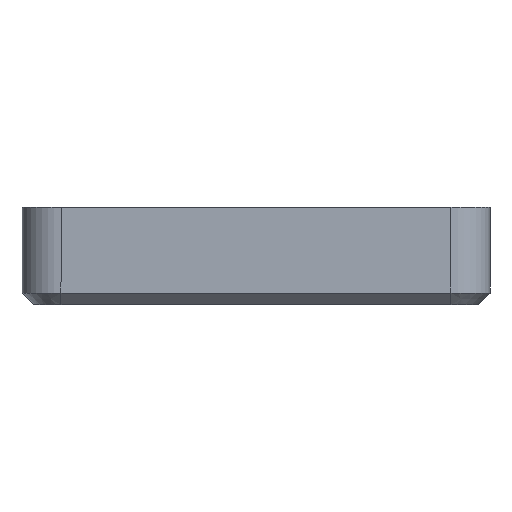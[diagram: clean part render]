
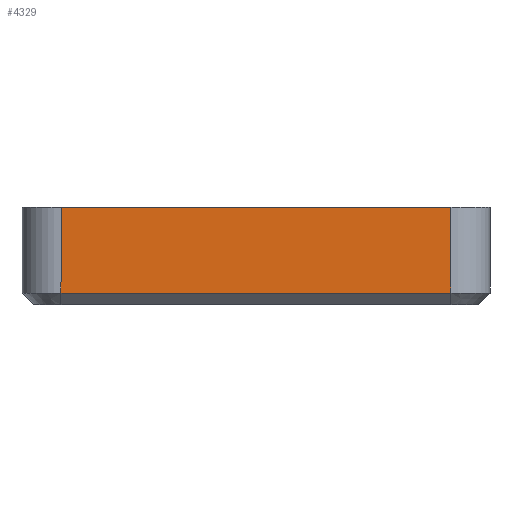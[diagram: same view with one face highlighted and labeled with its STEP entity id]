
A CAD part, front view. The second image highlights one B-rep face of the part: STEP entity #4329.
In plain terms, the highlighted planar face has unit normal (0, -1, 0).
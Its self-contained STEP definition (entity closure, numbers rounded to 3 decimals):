
#163=PLANE('',#4742);
#369=FACE_OUTER_BOUND('',#653,.T.);
#653=EDGE_LOOP('',(#3448,#3449,#3450,#3451));
#1223=LINE('',#6893,#1608);
#1225=LINE('',#6903,#1610);
#1280=LINE('',#7265,#1665);
#1281=LINE('',#7266,#1666);
#1608=VECTOR('',#5433,10.);
#1610=VECTOR('',#5447,10.);
#1665=VECTOR('',#5672,10.);
#1666=VECTOR('',#5673,10.);
#2032=VERTEX_POINT('',#6887);
#2033=VERTEX_POINT('',#6891);
#2035=VERTEX_POINT('',#6901);
#2105=VERTEX_POINT('',#7264);
#2485=EDGE_CURVE('',#2032,#2033,#1223,.T.);
#2490=EDGE_CURVE('',#2035,#2032,#1225,.T.);
#2609=EDGE_CURVE('',#2105,#2035,#1280,.T.);
#2610=EDGE_CURVE('',#2033,#2105,#1281,.T.);
#3448=ORIENTED_EDGE('',*,*,#2485,.F.);
#3449=ORIENTED_EDGE('',*,*,#2490,.F.);
#3450=ORIENTED_EDGE('',*,*,#2609,.F.);
#3451=ORIENTED_EDGE('',*,*,#2610,.F.);
#4329=ADVANCED_FACE('',(#369),#163,.T.);
#4742=AXIS2_PLACEMENT_3D('',#7263,#5670,#5671);
#5433=DIRECTION('',(-1.,0.,0.));
#5447=DIRECTION('',(0.,0.,-1.));
#5670=DIRECTION('center_axis',(0.,-1.,0.));
#5671=DIRECTION('ref_axis',(1.,0.,0.));
#5672=DIRECTION('',(1.,0.,0.));
#5673=DIRECTION('',(0.,0.,1.));
#6887=CARTESIAN_POINT('',(97.644,-17.947,3.));
#6891=CARTESIAN_POINT('',(-2.356,-17.947,3.));
#6893=CARTESIAN_POINT('',(17.635,-17.947,3.));
#6901=CARTESIAN_POINT('',(97.644,-17.947,25.));
#6903=CARTESIAN_POINT('',(97.644,-17.947,0.));
#7263=CARTESIAN_POINT('Origin',(-12.356,-17.947,0.));
#7264=CARTESIAN_POINT('',(-2.356,-17.947,25.));
#7265=CARTESIAN_POINT('',(107.644,-17.947,25.));
#7266=CARTESIAN_POINT('',(-2.356,-17.947,0.));
